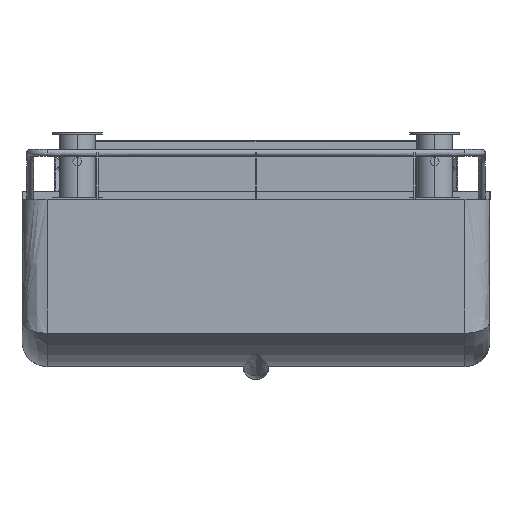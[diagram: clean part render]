
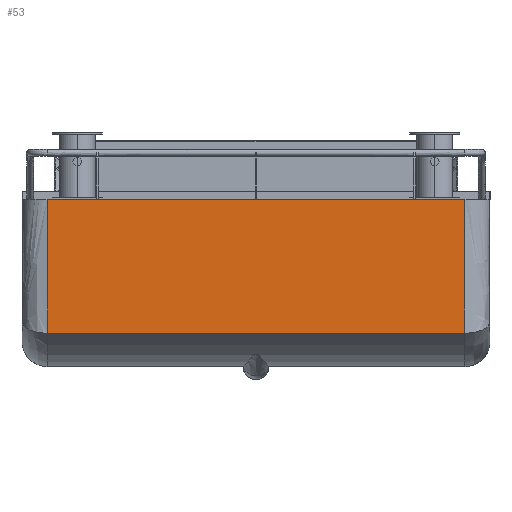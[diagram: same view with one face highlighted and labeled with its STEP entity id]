
A CAD part, left-side view. The second image highlights one B-rep face of the part: STEP entity #53.
In plain terms, the highlighted free-form (B-spline) face has degree [1, 2] with [2, 3] control points.
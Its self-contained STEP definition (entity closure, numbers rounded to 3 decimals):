
#53 = ADVANCED_FACE('',(#54),#84,.T.);
#54 = FACE_BOUND('',#55,.T.);
#55 = EDGE_LOOP('',(#56,#65,#72,#79));
#56 = ORIENTED_EDGE('',*,*,#57,.T.);
#57 = EDGE_CURVE('',#58,#60,#62,.T.);
#58 = VERTEX_POINT('',#59);
#59 = CARTESIAN_POINT('',(12038.486,38247.776,
    260.856));
#60 = VERTEX_POINT('',#61);
#61 = CARTESIAN_POINT('',(12038.486,38247.776,
    1304.279));
#62 = B_SPLINE_CURVE_WITH_KNOTS('',1,(#63,#64),.UNSPECIFIED.,.F.,.F.,(2,
    2),(0.,800.),.PIECEWISE_BEZIER_KNOTS.);
#63 = CARTESIAN_POINT('',(12038.486,38247.776,
    260.856));
#64 = CARTESIAN_POINT('',(12038.486,38247.776,
    1304.279));
#65 = ORIENTED_EDGE('',*,*,#66,.F.);
#66 = EDGE_CURVE('',#67,#60,#69,.T.);
#67 = VERTEX_POINT('',#68);
#68 = CARTESIAN_POINT('',(12038.486,41508.473,
    1304.279));
#69 = B_SPLINE_CURVE_WITH_KNOTS('',1,(#70,#71),.UNSPECIFIED.,.F.,.F.,(2,
    2),(150.,2650.),.PIECEWISE_BEZIER_KNOTS.);
#70 = CARTESIAN_POINT('',(12038.486,41508.473,
    1304.279));
#71 = CARTESIAN_POINT('',(12038.486,38247.776,
    1304.279));
#72 = ORIENTED_EDGE('',*,*,#73,.F.);
#73 = EDGE_CURVE('',#74,#67,#76,.T.);
#74 = VERTEX_POINT('',#75);
#75 = CARTESIAN_POINT('',(12038.486,41508.473,
    260.856));
#76 = B_SPLINE_CURVE_WITH_KNOTS('',1,(#77,#78),.UNSPECIFIED.,.F.,.F.,(2,
    2),(0.,800.),.PIECEWISE_BEZIER_KNOTS.);
#77 = CARTESIAN_POINT('',(12038.486,41508.473,
    260.856));
#78 = CARTESIAN_POINT('',(12038.486,41508.473,
    1304.279));
#79 = ORIENTED_EDGE('',*,*,#80,.T.);
#80 = EDGE_CURVE('',#74,#58,#81,.T.);
#81 = B_SPLINE_CURVE_WITH_KNOTS('',1,(#82,#83),.UNSPECIFIED.,.F.,.F.,(2,
    2),(150.,2650.),.PIECEWISE_BEZIER_KNOTS.);
#82 = CARTESIAN_POINT('',(12038.486,41508.473,
    260.856));
#83 = CARTESIAN_POINT('',(12038.486,38247.776,
    260.856));
#84 = B_SPLINE_SURFACE_WITH_KNOTS('',1,2,(
    (#85,#86,#87)
    ,(#88,#89,#90
    )),.UNSPECIFIED.,.F.,.F.,.F.,(2,2),(3,3),(0.,2800.),(
    20186.297,20986.297),.PIECEWISE_BEZIER_KNOTS.);
#85 = CARTESIAN_POINT('',(12038.486,41704.115,
    260.856));
#86 = CARTESIAN_POINT('',(12038.486,41704.115,
    782.567));
#87 = CARTESIAN_POINT('',(12038.486,41704.115,
    1304.279));
#88 = CARTESIAN_POINT('',(12038.486,38052.135,
    260.856));
#89 = CARTESIAN_POINT('',(12038.486,38052.135,
    782.567));
#90 = CARTESIAN_POINT('',(12038.486,38052.135,
    1304.279));
